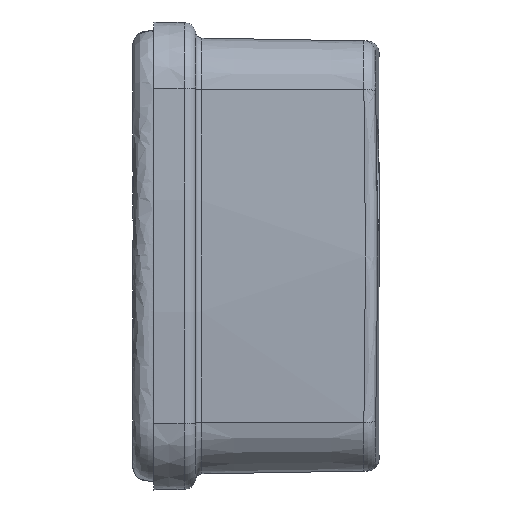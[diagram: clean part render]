
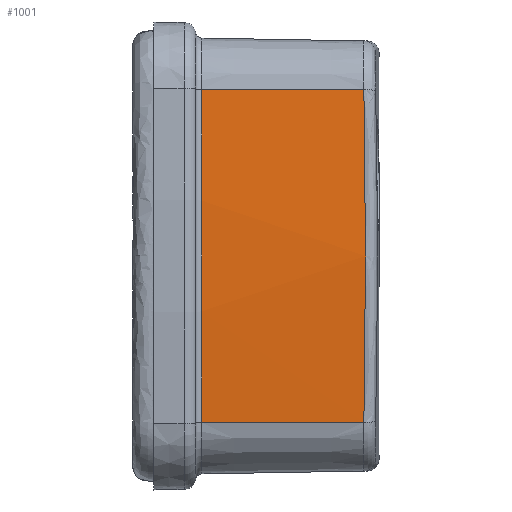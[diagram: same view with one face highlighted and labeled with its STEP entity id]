
A CAD part, front view. The second image highlights one B-rep face of the part: STEP entity #1001.
In plain terms, the highlighted conical face has half-angle 1 degrees and reference radius 178.668 mm.
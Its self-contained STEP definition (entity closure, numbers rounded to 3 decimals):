
#470=LINE('',#12170,#1210);
#476=LINE('',#12182,#1216);
#498=CONICAL_SURFACE('',#4084,178.668,1.);
#752=CIRCLE('',#4041,178.66);
#1001=ADVANCED_FACE('',(#1436),#498,.T.);
#1210=VECTOR('',#5122,1.);
#1216=VECTOR('',#5140,1.);
#1436=FACE_OUTER_BOUND('',#1670,.T.);
#1670=EDGE_LOOP('',(#2651,#2652,#2653,#2654));
#2651=ORIENTED_EDGE('',*,*,#3540,.F.);
#2652=ORIENTED_EDGE('',*,*,#3377,.T.);
#2653=ORIENTED_EDGE('',*,*,#3546,.T.);
#2654=ORIENTED_EDGE('',*,*,#3511,.T.);
#2933=VERTEX_POINT('',#11586);
#2935=VERTEX_POINT('',#11614);
#3012=VERTEX_POINT('',#12103);
#3013=VERTEX_POINT('',#12107);
#3377=EDGE_CURVE('',#2935,#2933,#3622,.T.);
#3511=EDGE_CURVE('',#3012,#3013,#752,.T.);
#3540=EDGE_CURVE('',#2935,#3013,#470,.T.);
#3546=EDGE_CURVE('',#2933,#3012,#476,.T.);
#3622=B_SPLINE_CURVE_WITH_KNOTS('',3,(#11620,#11621,#11622,#11623),
 .UNSPECIFIED.,.F.,.F.,(4,4),(0.,1.),.UNSPECIFIED.);
#4041=AXIS2_PLACEMENT_3D('',#12108,#5037,#5038);
#4084=AXIS2_PLACEMENT_3D('',#12184,#5143,#5144);
#5037=DIRECTION('',(1.,0.,0.));
#5038=DIRECTION('',(0.,0.,1.));
#5122=DIRECTION('',(-1.,-0.017,-0.001));
#5140=DIRECTION('',(-1.,-0.017,0.001));
#5143=DIRECTION('',(-1.,0.,0.));
#5144=DIRECTION('',(0.,1.,0.));
#11586=CARTESIAN_POINT('',(17.515,-34.345,13.843));
#11614=CARTESIAN_POINT('',(17.515,-34.345,-13.843));
#11620=CARTESIAN_POINT('',(17.515,-34.345,-13.843));
#11621=CARTESIAN_POINT('',(17.697,-35.059,-4.633));
#11622=CARTESIAN_POINT('',(17.697,-35.059,4.633));
#11623=CARTESIAN_POINT('',(17.515,-34.345,13.843));
#12103=CARTESIAN_POINT('',(3.991,-34.581,13.862));
#12107=CARTESIAN_POINT('',(3.991,-34.581,-13.862));
#12108=CARTESIAN_POINT('',(3.991,143.541,0.));
#12170=CARTESIAN_POINT('',(3.5,-34.589,-13.862));
#12182=CARTESIAN_POINT('',(3.5,-34.589,13.862));
#12184=CARTESIAN_POINT('',(3.5,143.541,0.));
